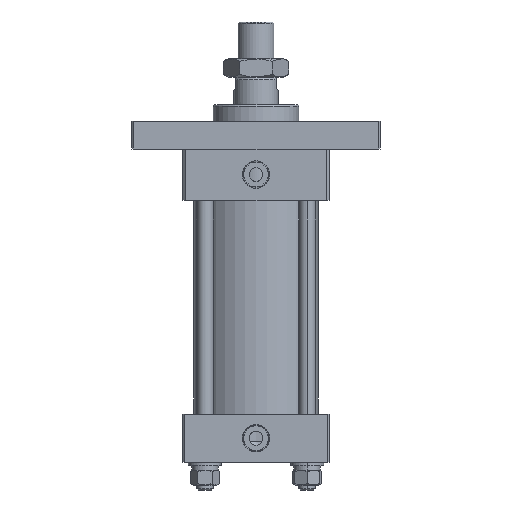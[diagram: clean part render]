
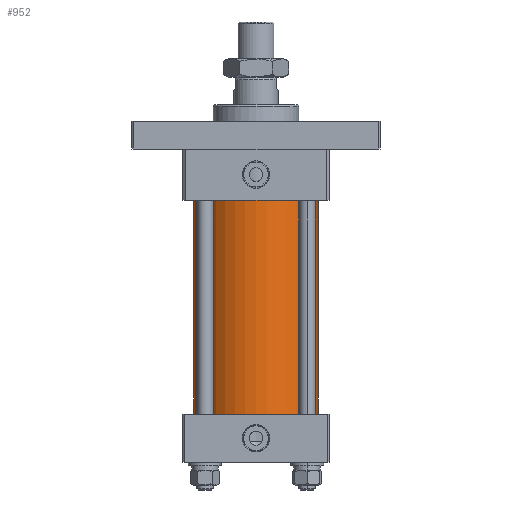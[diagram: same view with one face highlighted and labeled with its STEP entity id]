
A CAD part, front view. The second image highlights one B-rep face of the part: STEP entity #952.
In plain terms, the highlighted cylindrical face has radius 45 mm (diameter 90 mm), a partial arc.
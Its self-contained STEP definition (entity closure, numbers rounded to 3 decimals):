
#193 = CARTESIAN_POINT ( 'NONE',  ( 45., 0., 155. ) ) ;
#952 = ADVANCED_FACE ( 'NONE', ( #7804 ), #7812, .T. ) ;
#1082 = EDGE_CURVE ( 'NONE', #2716, #2620, #8001, .T. ) ;
#1101 = EDGE_CURVE ( 'NONE', #2799, #3592, #7984, .T. ) ;
#1221 = EDGE_CURVE ( 'NONE', #3592, #2620, #8233, .T. ) ;
#1447 = EDGE_CURVE ( 'NONE', #2799, #2716, #2097, .T. ) ;
#2097 = CIRCLE ( 'NONE', #6529, 45. ) ;
#2620 = VERTEX_POINT ( 'NONE', #4937 ) ;
#2716 = VERTEX_POINT ( 'NONE', #4977 ) ;
#2799 = VERTEX_POINT ( 'NONE', #5014 ) ;
#2830 = CARTESIAN_POINT ( 'NONE',  ( -45., 0., 0. ) ) ;
#3519 = DIRECTION ( 'NONE',  ( 0., 0., -1. ) ) ;
#3592 = VERTEX_POINT ( 'NONE', #2830 ) ;
#3769 = ORIENTED_EDGE ( 'NONE', *, *, #1447, .F. ) ;
#3770 = ORIENTED_EDGE ( 'NONE', *, *, #1101, .T. ) ;
#3773 = ORIENTED_EDGE ( 'NONE', *, *, #1082, .F. ) ;
#3775 = ORIENTED_EDGE ( 'NONE', *, *, #1221, .T. ) ;
#4017 = EDGE_LOOP ( 'NONE', ( #3773, #3769, #3770, #3775 ) ) ;
#4852 = CARTESIAN_POINT ( 'NONE',  ( 0., 0., 155. ) ) ;
#4853 = DIRECTION ( 'NONE',  ( 0., 0., 1. ) ) ;
#4854 = DIRECTION ( 'NONE',  ( 1., 0., 0. ) ) ;
#4937 = CARTESIAN_POINT ( 'NONE',  ( 45., 0., 0. ) ) ;
#4977 = CARTESIAN_POINT ( 'NONE',  ( 45., 0., 155. ) ) ;
#5014 = CARTESIAN_POINT ( 'NONE',  ( -45., 0., 155. ) ) ;
#5619 = CARTESIAN_POINT ( 'NONE',  ( 0., 0., 0. ) ) ;
#5620 = DIRECTION ( 'NONE',  ( 0., 0., 1. ) ) ;
#5621 = DIRECTION ( 'NONE',  ( 1., 0., 0. ) ) ;
#6259 = DIRECTION ( 'NONE',  ( 0., 0., -1. ) ) ;
#6266 = CARTESIAN_POINT ( 'NONE',  ( -45., 0., 155. ) ) ;
#6529 = AXIS2_PLACEMENT_3D ( 'NONE', #4852, #4853, #4854 ) ;
#6706 = AXIS2_PLACEMENT_3D ( 'NONE', #5619, #5620, #5621 ) ;
#6725 = AXIS2_PLACEMENT_3D ( 'NONE', #7292, #7293, #7297 ) ;
#7292 = CARTESIAN_POINT ( 'NONE',  ( 0., 0., 155. ) ) ;
#7293 = DIRECTION ( 'NONE',  ( 0., 0., -1. ) ) ;
#7297 = DIRECTION ( 'NONE',  ( -1., 0., 0. ) ) ;
#7804 = FACE_OUTER_BOUND ( 'NONE', #4017, .T. ) ;
#7812 = CYLINDRICAL_SURFACE ( 'NONE', #6725, 45. ) ;
#7984 = LINE ( 'NONE', #6266, #7987 ) ;
#7987 = VECTOR ( 'NONE', #6259, 1000. ) ;
#7990 = VECTOR ( 'NONE', #3519, 1000. ) ;
#8001 = LINE ( 'NONE', #193, #7990 ) ;
#8233 = CIRCLE ( 'NONE', #6706, 45. ) ;
